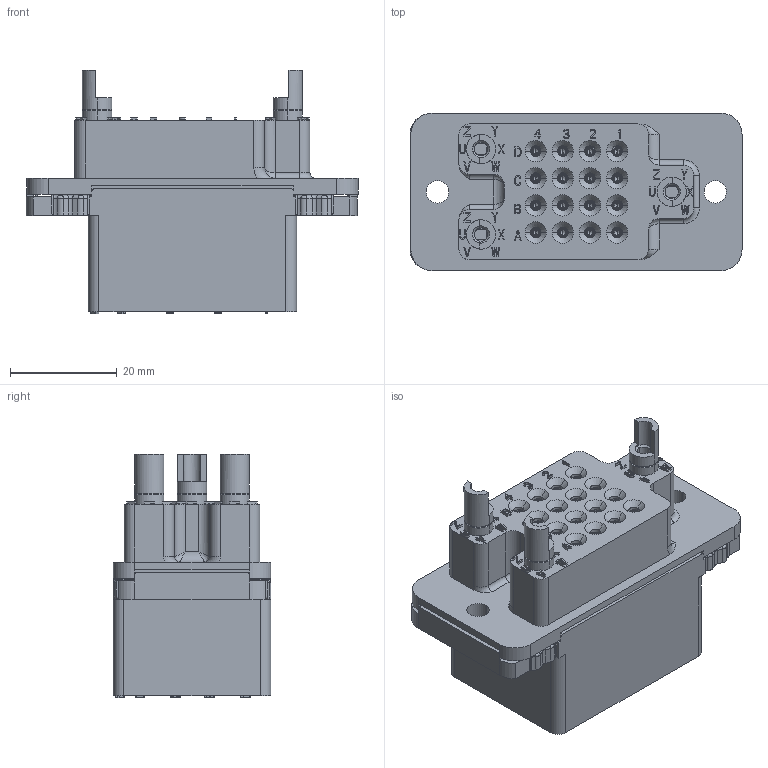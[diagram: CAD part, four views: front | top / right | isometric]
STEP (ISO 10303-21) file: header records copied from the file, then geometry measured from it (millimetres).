
FILE_DESCRIPTION((''),'2;1');
FILE_NAME('00551639600E','2020-02-19T',('presta_be4'),(''),'CREO PARAMETRIC BY PTC INC, 2018360','CREO PARAMETRIC BY PTC INC, 2018360','');
FILE_SCHEMA(('CONFIG_CONTROL_DESIGN'));
Products named in the file (1): 00551639600E
Bounding box: 62.15 x 29.5 x 45.65 mm (x, y, z)
Volume: 32041.7 mm3; surface area: 32591 mm2
Topology: 1 solids, 1 shells, 3241 faces, 9038 edges, 5859 vertices
Faces by surface type: plane 2212, cylinder 546, cone 335, torus 136, bspline 12
Entity records: 109150 total; most frequent: CARTESIAN_POINT 25545, ORIENTED_EDGE 18012, DIRECTION 16692, EDGE_CURVE 9006, VECTOR 6284, LINE 6284, VERTEX_POINT 5859, AXIS2_PLACEMENT_3D 5204
